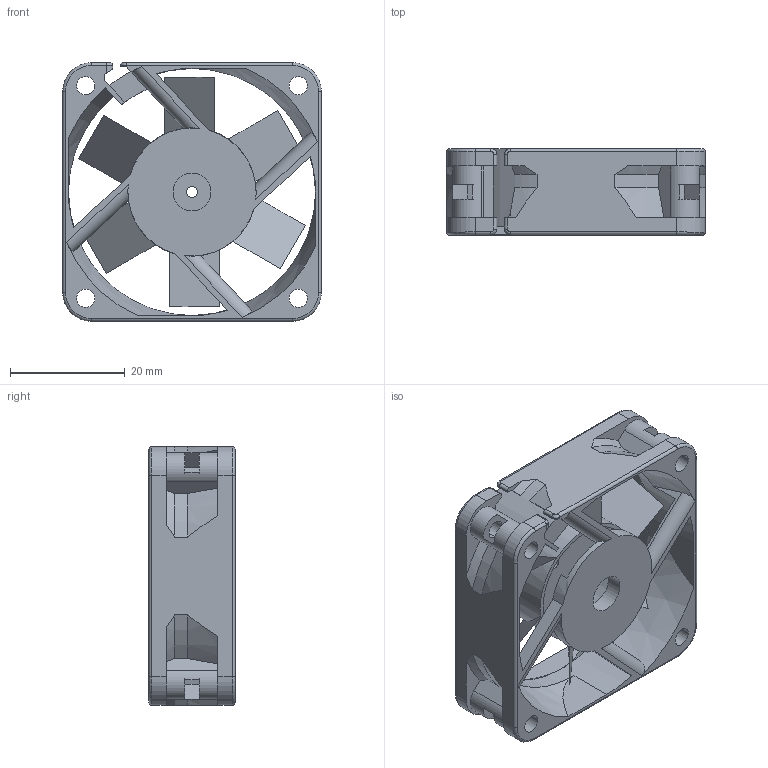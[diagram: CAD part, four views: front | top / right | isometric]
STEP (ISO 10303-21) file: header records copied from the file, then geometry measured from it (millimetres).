
FILE_DESCRIPTION((''),'2;1');
FILE_NAME('ASM0001_ASM','2015-06-05T',('DURANT.QIAN'),(''),'CREO PARAMETRIC BY PTC INC, 2014440','CREO PARAMETRIC BY PTC INC, 2014440','');
FILE_SCHEMA(('CONFIG_CONTROL_DESIGN'));
Length unit declared in the file: millimetre
Products named in the file (3): AFB045-FRAME-S_1; AFB045-IMPELLER-S_2; ASM0001_ASM
Assembly tree (2 placements, depth 2):
  ASM0001_ASM
    AFB045-FRAME-S_1
    AFB045-IMPELLER-S_2
Bounding box: 45 x 15 x 45 mm (x, y, z)
Volume: 6851.1 mm3; surface area: 11159.5 mm2
Topology: 2 solids, 2 shells, 238 faces, 695 edges, 462 vertices
Faces by surface type: plane 111, cylinder 82, cone 25, torus 16, bspline 4
Entity records: 8668 total; most frequent: CARTESIAN_POINT 2164, ORIENTED_EDGE 1390, DIRECTION 1343, EDGE_CURVE 695, AXIS2_PLACEMENT_3D 510, VERTEX_POINT 462, VECTOR 323, LINE 323
